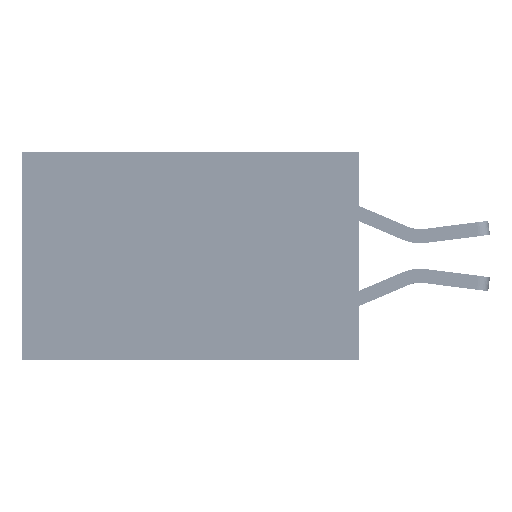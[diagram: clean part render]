
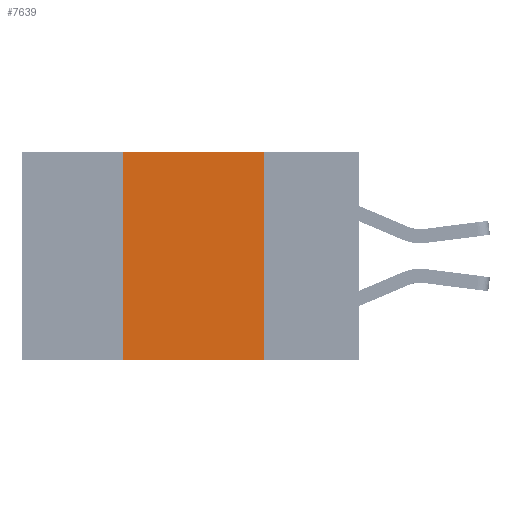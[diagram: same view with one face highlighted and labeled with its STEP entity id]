
A CAD part, left-side view. The second image highlights one B-rep face of the part: STEP entity #7639.
In plain terms, the highlighted planar face has unit normal (-1, 0, 0).
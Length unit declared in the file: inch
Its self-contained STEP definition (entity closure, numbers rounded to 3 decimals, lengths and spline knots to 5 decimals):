
#2654 = LINE ( 'NONE', #21464, #22554 ) ;
#3707 = VERTEX_POINT ( 'NONE', #23825 ) ;
#5351 = VERTEX_POINT ( 'NONE', #50404 ) ;
#5452 = DIRECTION ( 'NONE',  ( 0., 0., -1. ) ) ;
#7639 = ADVANCED_FACE ( 'NONE', ( #28953 ), #49669, .F. ) ;
#9083 = CARTESIAN_POINT ( 'NONE',  ( 0., 0.6, 0. ) ) ;
#10973 = DIRECTION ( 'NONE',  ( 0., 0., -1. ) ) ;
#12161 = LINE ( 'NONE', #49670, #50836 ) ;
#16627 = ORIENTED_EDGE ( 'NONE', *, *, #20603, .F. ) ;
#20603 = EDGE_CURVE ( 'NONE', #3707, #5351, #12161, .T. ) ;
#21464 = CARTESIAN_POINT ( 'NONE',  ( 0., 0.6, -0.37 ) ) ;
#22554 = VECTOR ( 'NONE', #32971, 39.37008 ) ;
#23825 = CARTESIAN_POINT ( 'NONE',  ( 0., 0.42, -0.37 ) ) ;
#24403 = DIRECTION ( 'NONE',  ( 0., -1., 0. ) ) ;
#25313 = DIRECTION ( 'NONE',  ( 1., 0., 0. ) ) ;
#26911 = ORIENTED_EDGE ( 'NONE', *, *, #32245, .F. ) ;
#27053 = CARTESIAN_POINT ( 'NONE',  ( 0., 0.17, 0. ) ) ;
#28248 = CARTESIAN_POINT ( 'NONE',  ( 0., 0.6, 0. ) ) ;
#28953 = FACE_OUTER_BOUND ( 'NONE', #29494, .T. ) ;
#29494 = EDGE_LOOP ( 'NONE', ( #37150, #26911, #16627, #47830 ) ) ;
#29770 = VECTOR ( 'NONE', #24403, 39.37008 ) ;
#30572 = VERTEX_POINT ( 'NONE', #41958 ) ;
#32245 = EDGE_CURVE ( 'NONE', #5351, #30572, #39116, .T. ) ;
#32971 = DIRECTION ( 'NONE',  ( 0., -1., 0. ) ) ;
#33990 = DIRECTION ( 'NONE',  ( 0., 0., 1. ) ) ;
#34253 = VECTOR ( 'NONE', #10973, 39.37008 ) ;
#35457 = EDGE_CURVE ( 'NONE', #30572, #38770, #50441, .T. ) ;
#37150 = ORIENTED_EDGE ( 'NONE', *, *, #35457, .F. ) ;
#37414 = CARTESIAN_POINT ( 'NONE',  ( 0., 0.17, -0.37 ) ) ;
#38770 = VERTEX_POINT ( 'NONE', #37414 ) ;
#39116 = LINE ( 'NONE', #28248, #29770 ) ;
#41958 = CARTESIAN_POINT ( 'NONE',  ( 0., 0.17, 0. ) ) ;
#43809 = AXIS2_PLACEMENT_3D ( 'NONE', #9083, #25313, #5452 ) ;
#46690 = EDGE_CURVE ( 'NONE', #3707, #38770, #2654, .T. ) ;
#47830 = ORIENTED_EDGE ( 'NONE', *, *, #46690, .T. ) ;
#49669 = PLANE ( 'NONE',  #43809 ) ;
#49670 = CARTESIAN_POINT ( 'NONE',  ( 0., 0.42, 0. ) ) ;
#50404 = CARTESIAN_POINT ( 'NONE',  ( 0., 0.42, 0. ) ) ;
#50441 = LINE ( 'NONE', #27053, #34253 ) ;
#50836 = VECTOR ( 'NONE', #33990, 39.37008 ) ;
